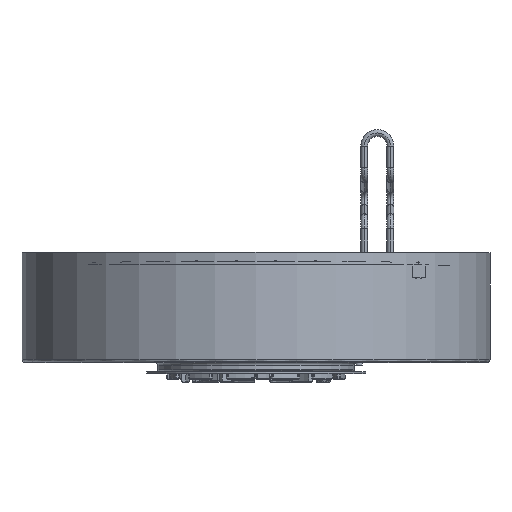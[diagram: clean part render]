
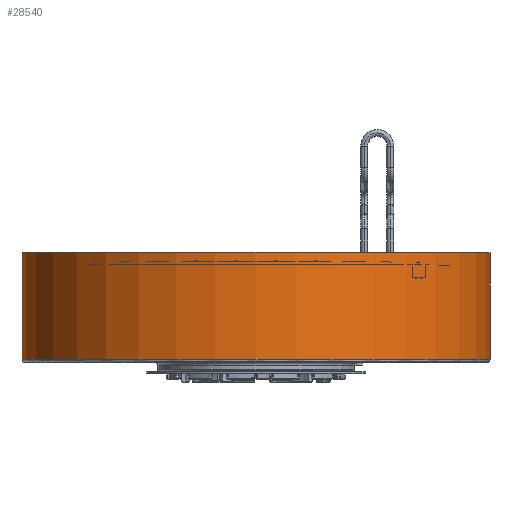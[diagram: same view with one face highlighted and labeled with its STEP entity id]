
A CAD part, top view. The second image highlights one B-rep face of the part: STEP entity #28540.
In plain terms, the highlighted cylindrical face has radius 40.64 mm (diameter 81.28 mm), a partial arc.
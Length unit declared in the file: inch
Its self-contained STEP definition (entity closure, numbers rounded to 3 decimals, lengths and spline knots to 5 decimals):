
#3099=CARTESIAN_POINT('',(0.,0.02,0.));
#3100=DIRECTION('',(0.,1.,0.));
#3101=DIRECTION('',(-1.,0.,0.));
#3102=AXIS2_PLACEMENT_3D('',#3099,#3100,#3101);
#3286=DIRECTION('',(0.,1.,0.));
#3287=VECTOR('',#3286,0.729);
#3288=CARTESIAN_POINT('',(1.6,0.02,0.));
#3289=LINE('',#3288,#3287);
#3290=DIRECTION('',(0.,1.,0.));
#3291=VECTOR('',#3290,0.729);
#3292=CARTESIAN_POINT('',(-1.6,0.02,0.));
#3293=LINE('',#3292,#3291);
#3312=CARTESIAN_POINT('',(0.,0.749,0.));
#3313=DIRECTION('',(0.,-1.,0.));
#3314=DIRECTION('',(1.,0.,0.));
#3315=AXIS2_PLACEMENT_3D('',#3312,#3313,#3314);
#20989=CARTESIAN_POINT('',(1.6,0.749,0.));
#20990=CARTESIAN_POINT('',(-1.6,0.749,0.));
#20991=VERTEX_POINT('',#20989);
#20992=VERTEX_POINT('',#20990);
#21030=CARTESIAN_POINT('',(-1.6,0.02,0.));
#21032=VERTEX_POINT('',#21030);
#21033=CARTESIAN_POINT('',(1.6,0.02,0.));
#21034=VERTEX_POINT('',#21033);
#28528=CARTESIAN_POINT('',(0.,0.78945,0.));
#28529=DIRECTION('',(0.,-1.,0.));
#28530=DIRECTION('',(-1.,0.,0.));
#28531=AXIS2_PLACEMENT_3D('',#28528,#28529,#28530);
#28532=CYLINDRICAL_SURFACE('',#28531,1.6);
#28533=ORIENTED_EDGE('',*,*,#28222,.F.);
#28534=ORIENTED_EDGE('',*,*,#28511,.T.);
#28536=ORIENTED_EDGE('',*,*,#28535,.F.);
#28537=ORIENTED_EDGE('',*,*,#28507,.F.);
#28538=EDGE_LOOP('',(#28533,#28534,#28536,#28537));
#28539=FACE_OUTER_BOUND('',#28538,.F.);
#28540=ADVANCED_FACE('',(#28539),#28532,.T.);
#3103=CIRCLE('',#3102,1.6);
#3316=CIRCLE('',#3315,1.6);
#28222=EDGE_CURVE('',#21032,#21034,#3103,.T.);
#28507=EDGE_CURVE('',#21034,#20991,#3289,.T.);
#28511=EDGE_CURVE('',#21032,#20992,#3293,.T.);
#28535=EDGE_CURVE('',#20991,#20992,#3316,.T.);
